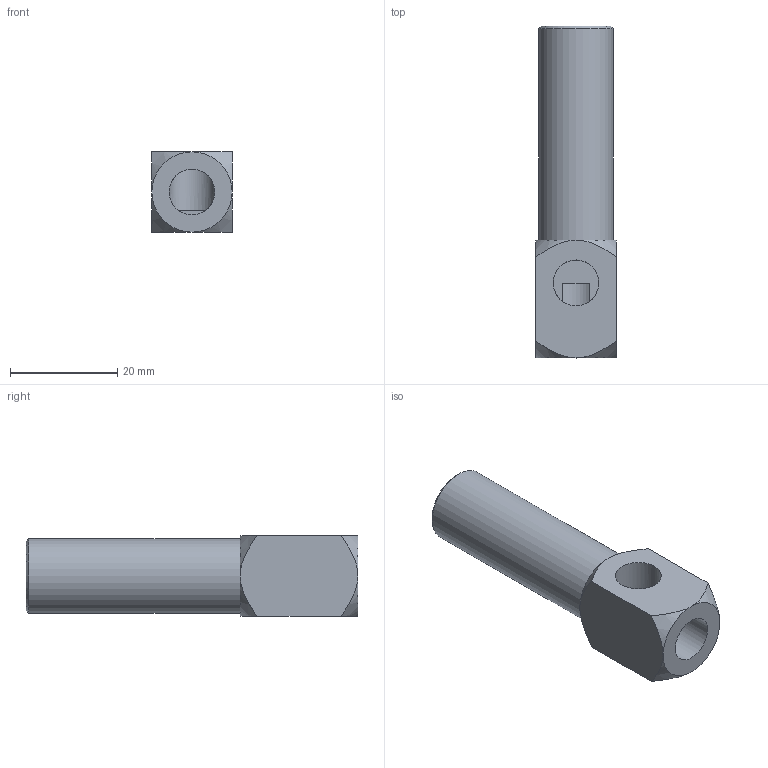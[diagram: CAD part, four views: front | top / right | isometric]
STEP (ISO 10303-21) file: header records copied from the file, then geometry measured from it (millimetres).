
FILE_DESCRIPTION( ( 'Unknown' ), '1' );
FILE_NAME( 'CA.GSE.14181840.stp', 'Unknown', ( 'Unknown' ), ( 'Unknown' ), 'PSStep 13.0', 'Unknown', ' ' );
FILE_SCHEMA( ( 'AUTOMOTIVE_DESIGN { 1 0 10303 214 1 1 1 1 }' ) );
Length unit declared in the file: millimetre
Products named in the file (2): Assem1; GSE.14.18.18.40
Bounding box: 15 x 62 x 15 mm (x, y, z)
Surface area: 9707.2 mm2
Topology: 2 solids, 2 shells, 46 faces, 108 edges, 68 vertices
Faces by surface type: cone 20, plane 18, cylinder 8
Full cylindrical faces by diameter (mm): 8.566 x4, 10 x2, 14 x2
Entity records: 951 total; most frequent: CARTESIAN_POINT 274, DIRECTION 97, ORIENTED_EDGE 86, AXIS2_PLACEMENT_3D 45, EDGE_CURVE 43, EDGE_LOOP 32, VERTEX_POINT 30, FACE_OUTER_BOUND 27
